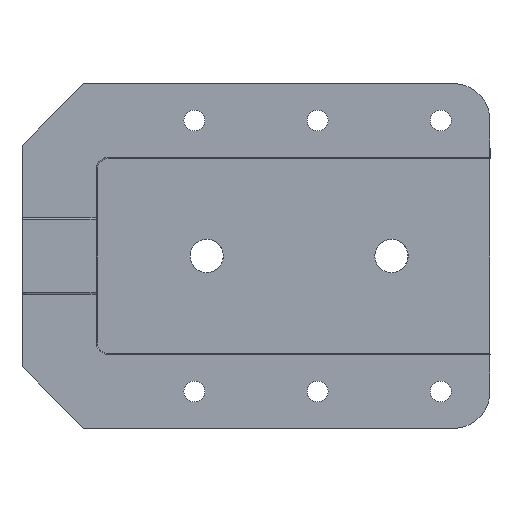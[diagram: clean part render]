
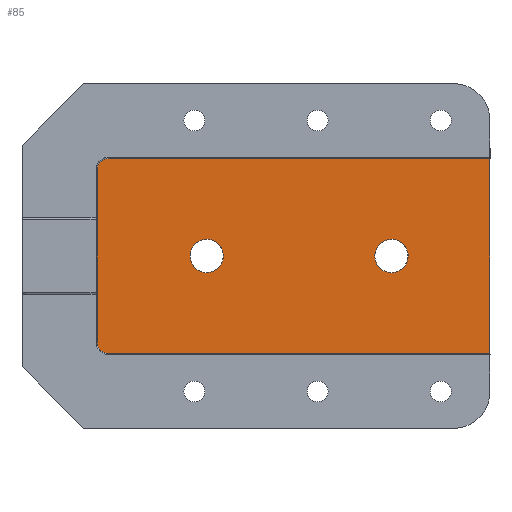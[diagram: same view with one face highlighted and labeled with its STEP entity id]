
A CAD part, left-side view. The second image highlights one B-rep face of the part: STEP entity #85.
In plain terms, the highlighted planar face has unit normal (-1, 0, 0).
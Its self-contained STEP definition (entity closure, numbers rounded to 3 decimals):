
#85=ADVANCED_FACE('',(#147,#148,#149),#121,.F.);
#121=PLANE('',#731);
#147=FACE_BOUND('',#188,.T.);
#148=FACE_BOUND('',#189,.T.);
#149=FACE_BOUND('',#190,.T.);
#188=EDGE_LOOP('',(#338));
#189=EDGE_LOOP('',(#339));
#190=EDGE_LOOP('',(#340,#341,#342,#343,#344,#345));
#234=ELLIPSE('',#727,1.35,1.35);
#235=ELLIPSE('',#728,1.35,1.35);
#236=ELLIPSE('',#729,0.9,0.9);
#237=ELLIPSE('',#730,0.9,0.9);
#338=ORIENTED_EDGE('',*,*,#565,.F.);
#339=ORIENTED_EDGE('',*,*,#566,.F.);
#340=ORIENTED_EDGE('',*,*,#567,.T.);
#341=ORIENTED_EDGE('',*,*,#568,.T.);
#342=ORIENTED_EDGE('',*,*,#561,.F.);
#343=ORIENTED_EDGE('',*,*,#569,.T.);
#344=ORIENTED_EDGE('',*,*,#570,.T.);
#345=ORIENTED_EDGE('',*,*,#571,.T.);
#489=VERTEX_POINT('',#1077);
#490=VERTEX_POINT('',#1079);
#492=VERTEX_POINT('',#1086);
#493=VERTEX_POINT('',#1088);
#494=VERTEX_POINT('',#1090);
#495=VERTEX_POINT('',#1091);
#496=VERTEX_POINT('',#1094);
#497=VERTEX_POINT('',#1096);
#561=EDGE_CURVE('',#489,#490,#624,.T.);
#565=EDGE_CURVE('',#492,#492,#234,.T.);
#566=EDGE_CURVE('',#493,#493,#235,.T.);
#567=EDGE_CURVE('',#494,#495,#236,.T.);
#568=EDGE_CURVE('',#495,#490,#627,.T.);
#569=EDGE_CURVE('',#489,#496,#628,.T.);
#570=EDGE_CURVE('',#496,#497,#237,.T.);
#571=EDGE_CURVE('',#497,#494,#629,.T.);
#624=LINE('',#1078,#676);
#627=LINE('',#1092,#679);
#628=LINE('',#1093,#680);
#629=LINE('',#1097,#681);
#676=VECTOR('',#865,1.);
#679=VECTOR('',#878,1.);
#680=VECTOR('',#879,1.);
#681=VECTOR('',#882,1.);
#727=AXIS2_PLACEMENT_3D('',#1085,#872,#873);
#728=AXIS2_PLACEMENT_3D('',#1087,#874,#875);
#729=AXIS2_PLACEMENT_3D('',#1089,#876,#877);
#730=AXIS2_PLACEMENT_3D('',#1095,#880,#881);
#731=AXIS2_PLACEMENT_3D('',#1098,#883,#884);
#865=DIRECTION('',(0.,0.,-1.));
#872=DIRECTION('',(-1.,0.,0.));
#873=DIRECTION('',(0.,1.,0.));
#874=DIRECTION('',(-1.,0.,0.));
#875=DIRECTION('',(0.,1.,0.));
#876=DIRECTION('',(-1.,0.,0.));
#877=DIRECTION('',(0.,1.,0.));
#878=DIRECTION('',(0.,-1.,0.));
#879=DIRECTION('',(0.,1.,0.));
#880=DIRECTION('',(-1.,0.,0.));
#881=DIRECTION('',(0.,-1.,0.));
#882=DIRECTION('',(0.,0.,-1.));
#883=DIRECTION('',(1.,0.,0.));
#884=DIRECTION('',(0.,1.,0.));
#1077=CARTESIAN_POINT('',(-3.208,-8.997,7.9));
#1078=CARTESIAN_POINT('',(-3.208,-8.997,-7.));
#1079=CARTESIAN_POINT('',(-3.208,-8.997,-7.9));
#1085=CARTESIAN_POINT('',(-3.208,14.002,0.));
#1086=CARTESIAN_POINT('',(-3.208,15.352,0.));
#1087=CARTESIAN_POINT('',(-3.208,-0.998,0.));
#1088=CARTESIAN_POINT('',(-3.208,0.352,0.));
#1089=CARTESIAN_POINT('',(-3.208,22.002,-7.));
#1090=CARTESIAN_POINT('',(-3.208,22.902,-7.));
#1091=CARTESIAN_POINT('',(-3.208,22.002,-7.9));
#1092=CARTESIAN_POINT('',(-3.208,47.988,-7.9));
#1093=CARTESIAN_POINT('',(-3.208,24.988,7.9));
#1094=CARTESIAN_POINT('',(-3.208,22.002,7.9));
#1095=CARTESIAN_POINT('',(-3.208,22.002,7.));
#1096=CARTESIAN_POINT('',(-3.208,22.902,7.));
#1097=CARTESIAN_POINT('',(-3.208,22.902,-7.));
#1098=CARTESIAN_POINT('',(-3.208,47.988,-7.));
